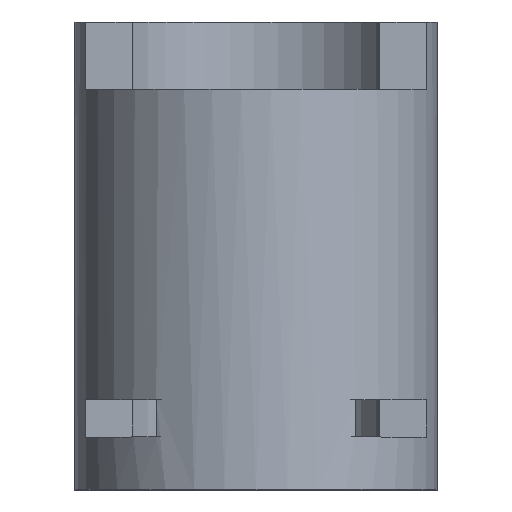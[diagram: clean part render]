
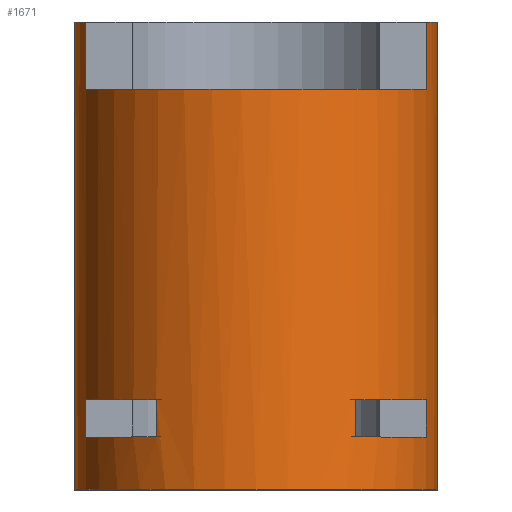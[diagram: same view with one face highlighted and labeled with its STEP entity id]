
A CAD part, top view. The second image highlights one B-rep face of the part: STEP entity #1671.
In plain terms, the highlighted cylindrical face has radius 24.2 mm (diameter 48.4 mm), a partial arc.
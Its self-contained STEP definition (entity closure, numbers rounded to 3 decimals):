
#27=CYLINDRICAL_SURFACE('',#1791,24.2);
#73=FACE_BOUND('',#326,.T.);
#74=FACE_BOUND('',#327,.T.);
#102=CIRCLE('',#1792,24.2);
#103=CIRCLE('',#1793,24.2);
#104=CIRCLE('',#1794,24.2);
#105=CIRCLE('',#1795,24.2);
#106=CIRCLE('',#1796,24.2);
#107=CIRCLE('',#1797,24.2);
#108=CIRCLE('',#1798,24.2);
#109=CIRCLE('',#1799,24.2);
#228=FACE_OUTER_BOUND('',#325,.T.);
#325=EDGE_LOOP('',(#1145,#1146,#1147,#1148,#1149,#1150,#1151,#1152));
#326=EDGE_LOOP('',(#1153,#1154,#1155,#1156));
#327=EDGE_LOOP('',(#1157,#1158,#1159,#1160));
#461=LINE('',#2620,#591);
#462=LINE('',#2624,#592);
#463=LINE('',#2628,#593);
#464=LINE('',#2631,#594);
#465=LINE('',#2634,#595);
#466=LINE('',#2638,#596);
#467=LINE('',#2642,#597);
#468=LINE('',#2646,#598);
#591=VECTOR('',#2043,10.);
#592=VECTOR('',#2046,10.);
#593=VECTOR('',#2049,10.);
#594=VECTOR('',#2052,10.);
#595=VECTOR('',#2053,10.);
#596=VECTOR('',#2056,10.);
#597=VECTOR('',#2059,10.);
#598=VECTOR('',#2062,10.);
#721=VERTEX_POINT('',#2616);
#722=VERTEX_POINT('',#2617);
#723=VERTEX_POINT('',#2619);
#724=VERTEX_POINT('',#2621);
#725=VERTEX_POINT('',#2623);
#726=VERTEX_POINT('',#2625);
#727=VERTEX_POINT('',#2627);
#728=VERTEX_POINT('',#2629);
#729=VERTEX_POINT('',#2632);
#730=VERTEX_POINT('',#2633);
#731=VERTEX_POINT('',#2635);
#732=VERTEX_POINT('',#2637);
#733=VERTEX_POINT('',#2640);
#734=VERTEX_POINT('',#2641);
#735=VERTEX_POINT('',#2643);
#736=VERTEX_POINT('',#2645);
#886=EDGE_CURVE('',#721,#722,#102,.T.);
#887=EDGE_CURVE('',#722,#723,#461,.T.);
#888=EDGE_CURVE('',#723,#724,#103,.T.);
#889=EDGE_CURVE('',#724,#725,#462,.T.);
#890=EDGE_CURVE('',#725,#726,#104,.T.);
#891=EDGE_CURVE('',#726,#727,#463,.T.);
#892=EDGE_CURVE('',#727,#728,#105,.T.);
#893=EDGE_CURVE('',#728,#721,#464,.T.);
#894=EDGE_CURVE('',#729,#730,#465,.T.);
#895=EDGE_CURVE('',#730,#731,#106,.T.);
#896=EDGE_CURVE('',#731,#732,#466,.T.);
#897=EDGE_CURVE('',#732,#729,#107,.T.);
#898=EDGE_CURVE('',#733,#734,#467,.T.);
#899=EDGE_CURVE('',#734,#735,#108,.T.);
#900=EDGE_CURVE('',#735,#736,#468,.T.);
#901=EDGE_CURVE('',#736,#733,#109,.T.);
#1145=ORIENTED_EDGE('',*,*,#886,.T.);
#1146=ORIENTED_EDGE('',*,*,#887,.T.);
#1147=ORIENTED_EDGE('',*,*,#888,.T.);
#1148=ORIENTED_EDGE('',*,*,#889,.T.);
#1149=ORIENTED_EDGE('',*,*,#890,.T.);
#1150=ORIENTED_EDGE('',*,*,#891,.T.);
#1151=ORIENTED_EDGE('',*,*,#892,.T.);
#1152=ORIENTED_EDGE('',*,*,#893,.T.);
#1153=ORIENTED_EDGE('',*,*,#894,.T.);
#1154=ORIENTED_EDGE('',*,*,#895,.T.);
#1155=ORIENTED_EDGE('',*,*,#896,.T.);
#1156=ORIENTED_EDGE('',*,*,#897,.T.);
#1157=ORIENTED_EDGE('',*,*,#898,.T.);
#1158=ORIENTED_EDGE('',*,*,#899,.T.);
#1159=ORIENTED_EDGE('',*,*,#900,.T.);
#1160=ORIENTED_EDGE('',*,*,#901,.T.);
#1671=ADVANCED_FACE('',(#228,#73,#74),#27,.T.);
#1791=AXIS2_PLACEMENT_3D('',#2615,#2039,#2040);
#1792=AXIS2_PLACEMENT_3D('',#2618,#2041,#2042);
#1793=AXIS2_PLACEMENT_3D('',#2622,#2044,#2045);
#1794=AXIS2_PLACEMENT_3D('',#2626,#2047,#2048);
#1795=AXIS2_PLACEMENT_3D('',#2630,#2050,#2051);
#1796=AXIS2_PLACEMENT_3D('',#2636,#2054,#2055);
#1797=AXIS2_PLACEMENT_3D('',#2639,#2057,#2058);
#1798=AXIS2_PLACEMENT_3D('',#2644,#2060,#2061);
#1799=AXIS2_PLACEMENT_3D('',#2647,#2063,#2064);
#2039=DIRECTION('center_axis',(0.,-1.,0.));
#2040=DIRECTION('ref_axis',(1.,0.,0.));
#2041=DIRECTION('center_axis',(0.,-1.,0.));
#2042=DIRECTION('ref_axis',(1.,0.,0.));
#2043=DIRECTION('',(0.,-1.,0.));
#2044=DIRECTION('center_axis',(0.,1.,0.));
#2045=DIRECTION('ref_axis',(1.,0.,0.));
#2046=DIRECTION('',(0.,1.,0.));
#2047=DIRECTION('center_axis',(0.,-1.,0.));
#2048=DIRECTION('ref_axis',(1.,0.,0.));
#2049=DIRECTION('',(0.,-1.,0.));
#2050=DIRECTION('center_axis',(0.,-1.,0.));
#2051=DIRECTION('ref_axis',(1.,0.,0.));
#2052=DIRECTION('',(0.,1.,0.));
#2053=DIRECTION('',(0.,-1.,0.));
#2054=DIRECTION('center_axis',(0.,-1.,0.));
#2055=DIRECTION('ref_axis',(1.,0.,0.));
#2056=DIRECTION('',(0.,1.,0.));
#2057=DIRECTION('center_axis',(0.,1.,0.));
#2058=DIRECTION('ref_axis',(1.,0.,0.));
#2059=DIRECTION('',(0.,1.,0.));
#2060=DIRECTION('center_axis',(0.,1.,0.));
#2061=DIRECTION('ref_axis',(1.,0.,0.));
#2062=DIRECTION('',(0.,-1.,0.));
#2063=DIRECTION('center_axis',(0.,-1.,0.));
#2064=DIRECTION('ref_axis',(1.,0.,0.));
#2615=CARTESIAN_POINT('Origin',(0.,0.,
28.8));
#2616=CARTESIAN_POINT('',(-22.768,31.25,37.));
#2617=CARTESIAN_POINT('',(-24.2,31.25,28.8));
#2618=CARTESIAN_POINT('Origin',(0.,31.25,28.8));
#2619=CARTESIAN_POINT('',(-24.2,-31.25,28.8));
#2620=CARTESIAN_POINT('',(-24.2,0.,28.8));
#2621=CARTESIAN_POINT('',(24.2,-31.25,28.8));
#2622=CARTESIAN_POINT('Origin',(0.,-31.25,28.8));
#2623=CARTESIAN_POINT('',(24.2,31.25,28.8));
#2624=CARTESIAN_POINT('',(24.2,0.,28.8));
#2625=CARTESIAN_POINT('',(22.768,31.25,37.));
#2626=CARTESIAN_POINT('Origin',(0.,31.25,28.8));
#2627=CARTESIAN_POINT('',(22.768,22.25,37.));
#2628=CARTESIAN_POINT('',(22.768,0.,37.));
#2629=CARTESIAN_POINT('',(-22.768,22.25,37.));
#2630=CARTESIAN_POINT('Origin',(0.,22.25,28.8));
#2631=CARTESIAN_POINT('',(-22.768,0.,37.));
#2632=CARTESIAN_POINT('',(22.768,-19.25,37.));
#2633=CARTESIAN_POINT('',(22.768,-24.25,37.));
#2634=CARTESIAN_POINT('',(22.768,0.,37.));
#2635=CARTESIAN_POINT('',(13.327,-24.25,49.));
#2636=CARTESIAN_POINT('Origin',(0.,-24.25,28.8));
#2637=CARTESIAN_POINT('',(13.327,-19.25,49.));
#2638=CARTESIAN_POINT('',(13.327,0.,49.));
#2639=CARTESIAN_POINT('Origin',(0.,-19.25,28.8));
#2640=CARTESIAN_POINT('',(-22.768,-24.25,37.));
#2641=CARTESIAN_POINT('',(-22.768,-19.25,37.));
#2642=CARTESIAN_POINT('',(-22.768,0.,37.));
#2643=CARTESIAN_POINT('',(-13.327,-19.25,49.));
#2644=CARTESIAN_POINT('Origin',(0.,-19.25,28.8));
#2645=CARTESIAN_POINT('',(-13.327,-24.25,49.));
#2646=CARTESIAN_POINT('',(-13.327,0.,49.));
#2647=CARTESIAN_POINT('Origin',(0.,-24.25,28.8));
